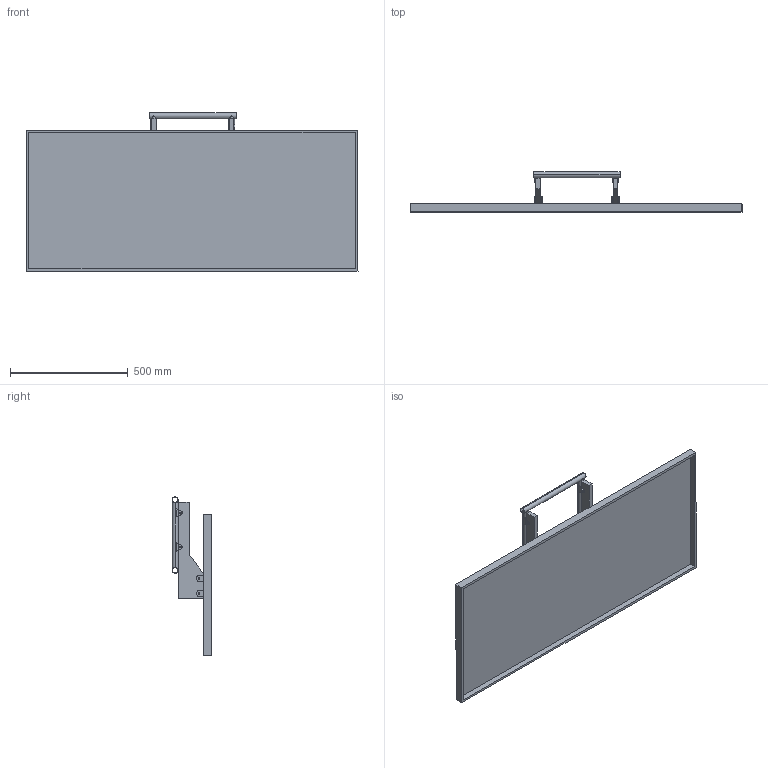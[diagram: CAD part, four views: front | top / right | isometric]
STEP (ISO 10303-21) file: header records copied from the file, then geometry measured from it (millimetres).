
FILE_DESCRIPTION (( 'STEP AP214' ), '1' );
FILE_NAME ('test.STEP', '2024-05-02T14:27:36', ( '' ), ( '' ), 'SwSTEP 2.0', 'SolidWorks 2021', '' );
FILE_SCHEMA (( 'AUTOMOTIVE_DESIGN' ));
Length unit declared in the file: millimetre
Products named in the file (4): Part2^test; front wing mount Chassis_Assembly; test; Copy of Copy of Part1
Assembly tree (3 placements, depth 2):
  test
    front wing mount Chassis_Assembly
    Copy of Copy of Part1
    Part2^test
Bounding box: 1412.27 x 169.82 x 673.46 mm (x, y, z)
Volume: 10577700.4 mm3; surface area: 2299956.2 mm2
Topology: 20 solids, 22 shells, 213 faces, 506 edges, 336 vertices
Faces by surface type: plane 111, cylinder 102
Entity records: 6995 total; most frequent: CARTESIAN_POINT 1589, DIRECTION 1064, ORIENTED_EDGE 1012, EDGE_CURVE 506, AXIS2_PLACEMENT_3D 379, VERTEX_POINT 336, LINE 306, VECTOR 306
